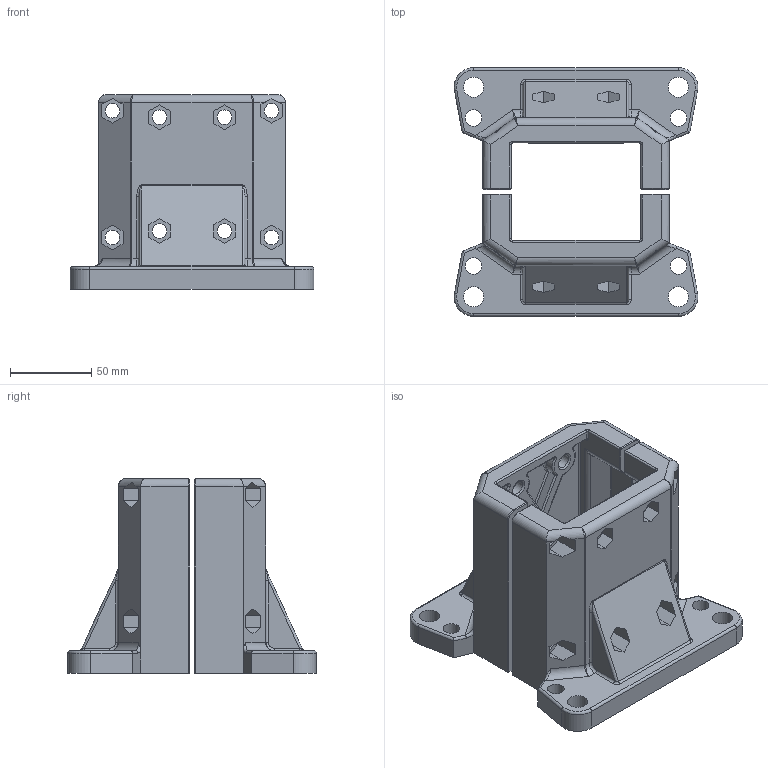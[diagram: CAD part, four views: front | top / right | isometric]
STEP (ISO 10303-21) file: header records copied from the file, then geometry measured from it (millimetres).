
FILE_DESCRIPTION((''),'2;1');
FILE_NAME('SZ8081N.stp','2010-08-10T10:37:33',('alexander erhardt'),(''),'Autodesk Inventor 2010','Autodesk Inventor 2010','');
FILE_SCHEMA(('AUTOMOTIVE_DESIGN { 1 0 10303 214 1 1 1 1 }'));
Length unit declared in the file: millimetre
Products named in the file (2): Zusammenbau; GK Klemmstellfuss 60x80_A
Assembly tree (2 placements, depth 2):
  Zusammenbau
    GK Klemmstellfuss 60x80_A  x2
Bounding box: 149.99 x 153 x 120 mm (x, y, z)
Volume: 525845.1 mm3; surface area: 140169 mm2
Topology: 2 solids, 2 shells, 738 faces, 1824 edges, 1060 vertices
Faces by surface type: plane 270, cylinder 240, bspline 148, torus 48, cone 32
Entity records: 12403 total; most frequent: CARTESIAN_POINT 3934, DIRECTION 1782, ORIENTED_EDGE 1724, EDGE_CURVE 862, AXIS2_PLACEMENT_3D 645, VERTEX_POINT 518, VECTOR 492, LINE 492
